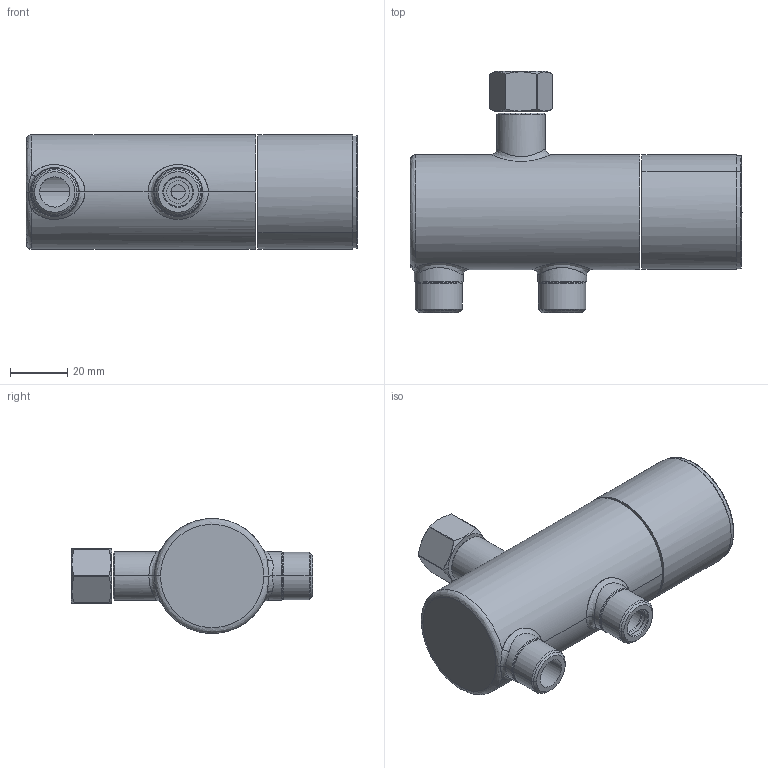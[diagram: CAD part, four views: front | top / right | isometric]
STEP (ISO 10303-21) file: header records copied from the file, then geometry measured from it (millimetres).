
FILE_DESCRIPTION(('CATIA V5 STEP Exchange','CAx-IF Rec.Pracs.--- Model Styling and Organization---1.2---2011-12-15'),'2;1');
FILE_NAME('tx_t83010_asm.stp','2020-10-06T08:43:06+00:00',('none'),('none'),'Version 5-6 Release 2013','CATIA V5 STEP AP214','none');
FILE_SCHEMA(('AUTOMOTIVE_DESIGN { 1 0 10303 214 1 1 1 1 }'));
Length unit declared in the file: millimetre
Products named in the file (1): TX_T83010_ASM
Bounding box: 115.64 x 84 x 40 mm (x, y, z)
Volume: 180114.6 mm3; surface area: 81980.4 mm2
Topology: 11 solids, 13 shells, 641 faces, 1528 edges, 952 vertices
Faces by surface type: cylinder 260, plane 209, revolution 156, bspline 16
Entity records: 24459 total; most frequent: CARTESIAN_POINT 10376, ORIENTED_EDGE 3024, DIRECTION 2208, EDGE_CURVE 1516, VERTEX_POINT 952, AXIS2_PLACEMENT_3D 923, EDGE_LOOP 716, VECTOR 664
